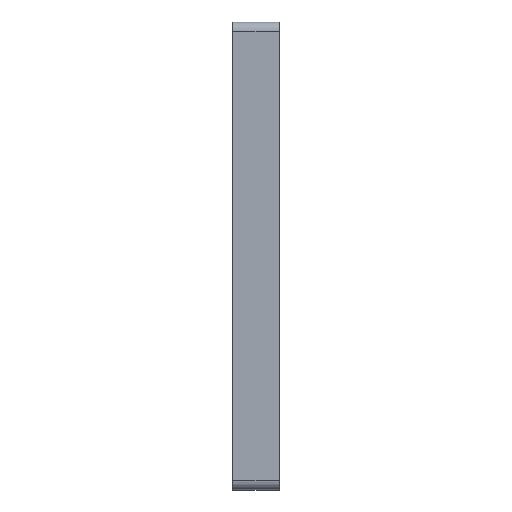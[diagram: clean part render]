
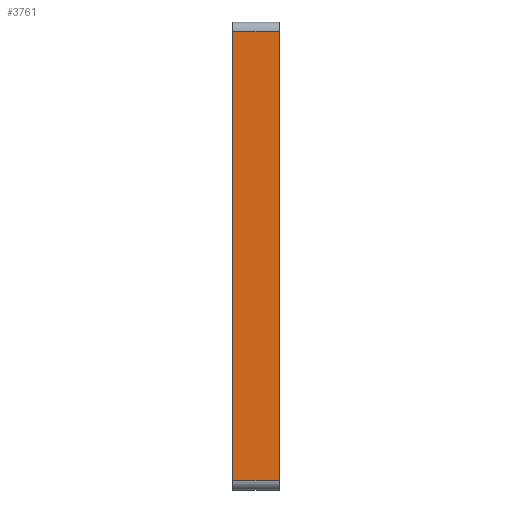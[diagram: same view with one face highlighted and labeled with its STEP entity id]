
A CAD part, left-side view. The second image highlights one B-rep face of the part: STEP entity #3761.
In plain terms, the highlighted planar face has unit normal (-1, 0, 0).
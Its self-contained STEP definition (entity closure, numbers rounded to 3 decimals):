
#166 = CARTESIAN_POINT ( 'NONE',  ( -50., 0., 48. ) ) ;
#764 = EDGE_CURVE ( 'NONE', #2281, #9614, #13757, .T. ) ;
#2098 = VECTOR ( 'NONE', #8411, 1000. ) ;
#2281 = VERTEX_POINT ( 'NONE', #10845 ) ;
#2539 = VECTOR ( 'NONE', #9727, 1000. ) ;
#2981 = DIRECTION ( 'NONE',  ( 0., 1., 0. ) ) ;
#3327 = VERTEX_POINT ( 'NONE', #166 ) ;
#3761 = ADVANCED_FACE ( 'NONE', ( #11666 ), #11087, .F. ) ;
#4119 = ORIENTED_EDGE ( 'NONE', *, *, #11968, .T. ) ;
#4121 = ORIENTED_EDGE ( 'NONE', *, *, #12959, .F. ) ;
#4486 = EDGE_LOOP ( 'NONE', ( #4121, #12859, #13261, #4119 ) ) ;
#5001 = CARTESIAN_POINT ( 'NONE',  ( -50., 10., 48. ) ) ;
#5166 = CARTESIAN_POINT ( 'NONE',  ( -50., 0., -50. ) ) ;
#5589 = DIRECTION ( 'NONE',  ( 1., 0., 0. ) ) ;
#6233 = CARTESIAN_POINT ( 'NONE',  ( -50., 10., 48. ) ) ;
#6356 = VECTOR ( 'NONE', #12793, 1000. ) ;
#7315 = EDGE_CURVE ( 'NONE', #9614, #3327, #10109, .T. ) ;
#7639 = CARTESIAN_POINT ( 'NONE',  ( -50., 10., -48. ) ) ;
#7788 = CARTESIAN_POINT ( 'NONE',  ( -50., 0., -48. ) ) ;
#8077 = AXIS2_PLACEMENT_3D ( 'NONE', #12078, #5589, #13168 ) ;
#8411 = DIRECTION ( 'NONE',  ( 0., 0., 1. ) ) ;
#8725 = LINE ( 'NONE', #12681, #2098 ) ;
#9614 = VERTEX_POINT ( 'NONE', #7788 ) ;
#9727 = DIRECTION ( 'NONE',  ( 0., -1., 0. ) ) ;
#10109 = LINE ( 'NONE', #5166, #6356 ) ;
#10845 = CARTESIAN_POINT ( 'NONE',  ( -50., 10., -48. ) ) ;
#10857 = VECTOR ( 'NONE', #2981, 1000. ) ;
#11087 = PLANE ( 'NONE',  #8077 ) ;
#11148 = VERTEX_POINT ( 'NONE', #5001 ) ;
#11666 = FACE_OUTER_BOUND ( 'NONE', #4486, .T. ) ;
#11968 = EDGE_CURVE ( 'NONE', #3327, #11148, #13745, .T. ) ;
#12078 = CARTESIAN_POINT ( 'NONE',  ( -50., 10., -50. ) ) ;
#12681 = CARTESIAN_POINT ( 'NONE',  ( -50., 10., -50. ) ) ;
#12793 = DIRECTION ( 'NONE',  ( 0., 0., 1. ) ) ;
#12859 = ORIENTED_EDGE ( 'NONE', *, *, #764, .T. ) ;
#12959 = EDGE_CURVE ( 'NONE', #2281, #11148, #8725, .T. ) ;
#13168 = DIRECTION ( 'NONE',  ( 0., 0., -1. ) ) ;
#13261 = ORIENTED_EDGE ( 'NONE', *, *, #7315, .T. ) ;
#13745 = LINE ( 'NONE', #6233, #10857 ) ;
#13757 = LINE ( 'NONE', #7639, #2539 ) ;
